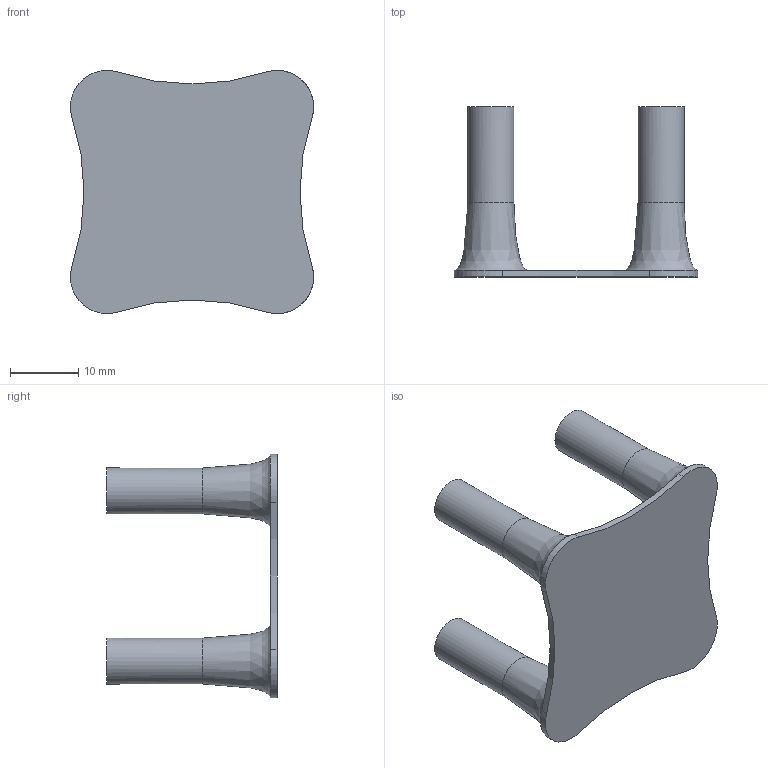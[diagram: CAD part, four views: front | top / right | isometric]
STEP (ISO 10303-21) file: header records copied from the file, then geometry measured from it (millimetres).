
FILE_DESCRIPTION(/* description */ ('STEP AP242','CAx-IF Rec.Pracs.---Representation and Presentation of Product Manufacturing Information (PMI)---4.0---2014-10-13','CAx-IF Rec.Pracs.---3D Tessellated Geometry---0.4---2014-09-14','2;1'),/* implementation_level */ '2;1');
FILE_NAME(/* name */ '66abc9c536100166ecb41249',/* time_stamp */ '2024-08-01T17:45:42Z',/* author */ (''),/* organization */ (''),/* preprocessor_version */ 'ST-DEVELOPER v20',/* originating_system */ ' ',/* authorisation */ ' ');
FILE_SCHEMA (('AP242_MANAGED_MODEL_BASED_3D_ENGINEERING_MIM_LF { 1 0 10303 442 1 1 4 }'));
Length unit declared in the file: metre
Products named in the file (1): Part 1
Bounding box: 35.75 x 25 x 35.75 mm (x, y, z)
Volume: 4869 mm3; surface area: 4532.8 mm2
Topology: 1 solids, 1 shells, 30 faces, 60 edges, 36 vertices
Faces by surface type: cylinder 16, plane 10, bspline 4
Full cylindrical faces by diameter (mm): 2.75 x4, 6.75 x4
Entity records: 1162 total; most frequent: CARTESIAN_POINT 599, DIRECTION 118, ORIENTED_EDGE 88, AXIS2_PLACEMENT_3D 55, EDGE_LOOP 46, FACE_BOUND 46, EDGE_CURVE 44, VERTEX_POINT 32
